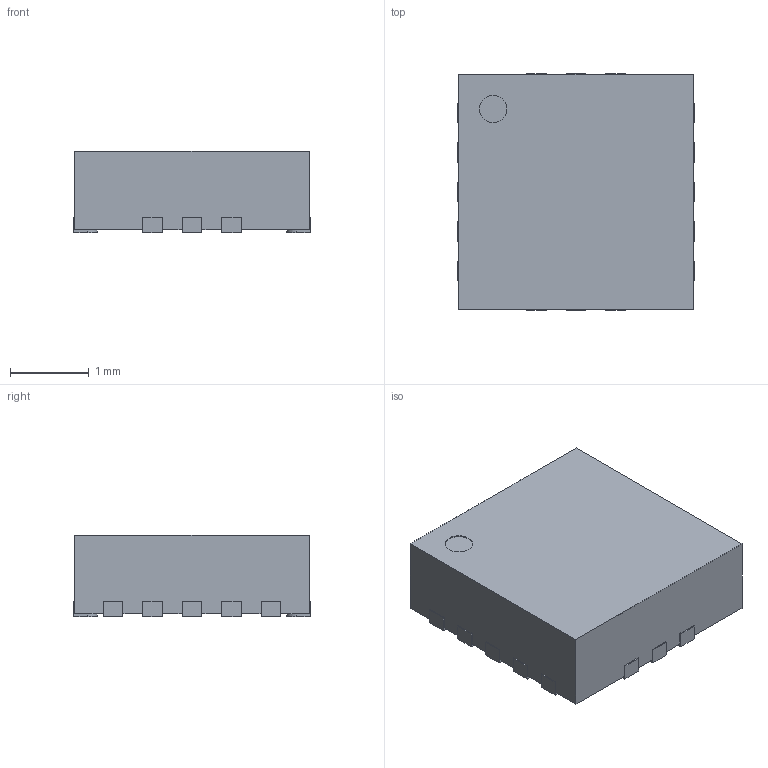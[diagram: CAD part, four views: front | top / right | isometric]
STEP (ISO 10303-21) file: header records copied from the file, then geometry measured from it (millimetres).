
FILE_DESCRIPTION(('FreeCAD Model'),'2;1');
FILE_NAME('lga16_3x3_p05.step', '2016-04-07T12:49:11',('Author'),(''), 'Open CASCADE STEP processor 6.8','FreeCAD','Unknown');
FILE_SCHEMA(('AUTOMOTIVE_DESIGN_CC2 { 1 2 10303 214 -1 1 5 4 }'));
Length unit declared in the file: millimetre
Products named in the file (1): lga16_3x3_p05
Bounding box: 3 x 3 x 1.04 mm (x, y, z)
Volume: 8.9 mm3; surface area: 30.4 mm2
Topology: 1 solids, 1 shells, 104 faces, 303 edges, 202 vertices
Faces by surface type: plane 87, cylinder 17
Full cylindrical faces by diameter (mm): 0.35 x1
Entity records: 8101 total; most frequent: CARTESIAN_POINT 1494, DIRECTION 1040, LINE 761, VECTOR 761, ORIENTED_EDGE 606, PCURVE 606, DEFINITIONAL_REPRESENTATION 606, EDGE_CURVE 303
